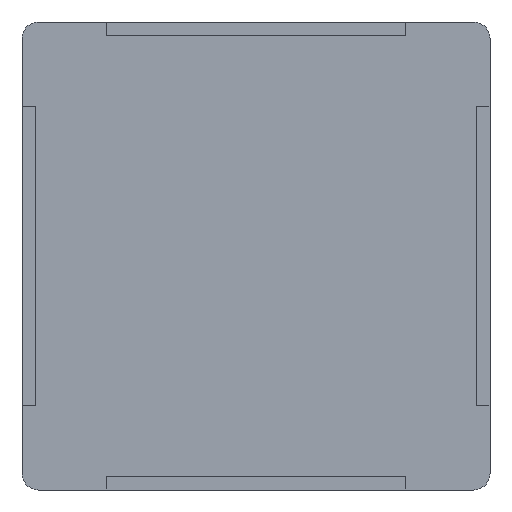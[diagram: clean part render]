
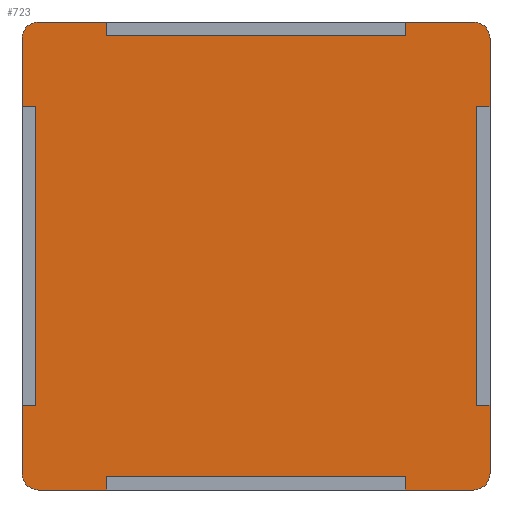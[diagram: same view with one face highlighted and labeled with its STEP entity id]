
A CAD part, front view. The second image highlights one B-rep face of the part: STEP entity #723.
In plain terms, the highlighted planar face has unit normal (0, -1, 0).
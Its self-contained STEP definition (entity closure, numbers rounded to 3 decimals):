
#21=CIRCLE('',#784,5.);
#22=CIRCLE('',#787,5.);
#23=CIRCLE('',#788,5.);
#24=CIRCLE('',#789,5.);
#69=FACE_OUTER_BOUND('',#110,.T.);
#110=EDGE_LOOP('',(#546,#547,#548,#549,#550,#551,#552,#553,#554,#555,#556,
#557,#558,#559,#560,#561,#562,#563,#564,#565,#566,#567,#568,#569));
#134=LINE('',#1041,#217);
#138=LINE('',#1049,#221);
#141=LINE('',#1055,#224);
#145=LINE('',#1064,#228);
#149=LINE('',#1072,#232);
#152=LINE('',#1078,#235);
#156=LINE('',#1087,#239);
#160=LINE('',#1095,#243);
#163=LINE('',#1101,#246);
#167=LINE('',#1110,#250);
#171=LINE('',#1118,#254);
#174=LINE('',#1124,#257);
#180=LINE('',#1140,#263);
#181=LINE('',#1142,#264);
#184=LINE('',#1148,#267);
#185=LINE('',#1151,#268);
#186=LINE('',#1153,#269);
#187=LINE('',#1156,#270);
#188=LINE('',#1158,#271);
#189=LINE('',#1160,#272);
#217=VECTOR('',#832,10.);
#221=VECTOR('',#838,10.);
#224=VECTOR('',#843,10.);
#228=VECTOR('',#851,10.);
#232=VECTOR('',#857,10.);
#235=VECTOR('',#862,10.);
#239=VECTOR('',#870,10.);
#243=VECTOR('',#876,10.);
#246=VECTOR('',#881,10.);
#250=VECTOR('',#889,10.);
#254=VECTOR('',#895,10.);
#257=VECTOR('',#900,10.);
#263=VECTOR('',#916,10.);
#264=VECTOR('',#917,10.);
#267=VECTOR('',#922,10.);
#268=VECTOR('',#925,10.);
#269=VECTOR('',#926,10.);
#270=VECTOR('',#929,10.);
#271=VECTOR('',#930,10.);
#272=VECTOR('',#933,10.);
#300=VERTEX_POINT('',#1039);
#301=VERTEX_POINT('',#1040);
#304=VERTEX_POINT('',#1048);
#306=VERTEX_POINT('',#1054);
#308=VERTEX_POINT('',#1062);
#309=VERTEX_POINT('',#1063);
#312=VERTEX_POINT('',#1071);
#314=VERTEX_POINT('',#1077);
#316=VERTEX_POINT('',#1085);
#317=VERTEX_POINT('',#1086);
#320=VERTEX_POINT('',#1094);
#322=VERTEX_POINT('',#1100);
#324=VERTEX_POINT('',#1108);
#325=VERTEX_POINT('',#1109);
#328=VERTEX_POINT('',#1117);
#330=VERTEX_POINT('',#1123);
#334=VERTEX_POINT('',#1134);
#335=VERTEX_POINT('',#1136);
#336=VERTEX_POINT('',#1141);
#338=VERTEX_POINT('',#1147);
#339=VERTEX_POINT('',#1149);
#340=VERTEX_POINT('',#1152);
#341=VERTEX_POINT('',#1154);
#342=VERTEX_POINT('',#1157);
#366=EDGE_CURVE('',#300,#301,#134,.T.);
#370=EDGE_CURVE('',#301,#304,#138,.T.);
#373=EDGE_CURVE('',#306,#300,#141,.T.);
#377=EDGE_CURVE('',#308,#309,#145,.T.);
#381=EDGE_CURVE('',#309,#312,#149,.T.);
#384=EDGE_CURVE('',#314,#308,#152,.T.);
#388=EDGE_CURVE('',#316,#317,#156,.T.);
#392=EDGE_CURVE('',#317,#320,#160,.T.);
#395=EDGE_CURVE('',#322,#316,#163,.T.);
#399=EDGE_CURVE('',#324,#325,#167,.T.);
#403=EDGE_CURVE('',#325,#328,#171,.T.);
#406=EDGE_CURVE('',#330,#324,#174,.T.);
#412=EDGE_CURVE('',#334,#335,#21,.T.);
#414=EDGE_CURVE('',#335,#320,#180,.T.);
#415=EDGE_CURVE('',#322,#336,#181,.T.);
#418=EDGE_CURVE('',#338,#304,#184,.T.);
#419=EDGE_CURVE('',#339,#338,#22,.T.);
#420=EDGE_CURVE('',#314,#339,#185,.T.);
#421=EDGE_CURVE('',#340,#312,#186,.T.);
#422=EDGE_CURVE('',#341,#340,#23,.T.);
#423=EDGE_CURVE('',#330,#341,#187,.T.);
#424=EDGE_CURVE('',#342,#328,#188,.T.);
#425=EDGE_CURVE('',#336,#342,#24,.T.);
#426=EDGE_CURVE('',#306,#334,#189,.T.);
#546=ORIENTED_EDGE('',*,*,#370,.T.);
#547=ORIENTED_EDGE('',*,*,#418,.F.);
#548=ORIENTED_EDGE('',*,*,#419,.F.);
#549=ORIENTED_EDGE('',*,*,#420,.F.);
#550=ORIENTED_EDGE('',*,*,#384,.T.);
#551=ORIENTED_EDGE('',*,*,#377,.T.);
#552=ORIENTED_EDGE('',*,*,#381,.T.);
#553=ORIENTED_EDGE('',*,*,#421,.F.);
#554=ORIENTED_EDGE('',*,*,#422,.F.);
#555=ORIENTED_EDGE('',*,*,#423,.F.);
#556=ORIENTED_EDGE('',*,*,#406,.T.);
#557=ORIENTED_EDGE('',*,*,#399,.T.);
#558=ORIENTED_EDGE('',*,*,#403,.T.);
#559=ORIENTED_EDGE('',*,*,#424,.F.);
#560=ORIENTED_EDGE('',*,*,#425,.F.);
#561=ORIENTED_EDGE('',*,*,#415,.F.);
#562=ORIENTED_EDGE('',*,*,#395,.T.);
#563=ORIENTED_EDGE('',*,*,#388,.T.);
#564=ORIENTED_EDGE('',*,*,#392,.T.);
#565=ORIENTED_EDGE('',*,*,#414,.F.);
#566=ORIENTED_EDGE('',*,*,#412,.F.);
#567=ORIENTED_EDGE('',*,*,#426,.F.);
#568=ORIENTED_EDGE('',*,*,#373,.T.);
#569=ORIENTED_EDGE('',*,*,#366,.T.);
#695=PLANE('',#786);
#723=ADVANCED_FACE('',(#69),#695,.F.);
#784=AXIS2_PLACEMENT_3D('',#1137,#911,#912);
#786=AXIS2_PLACEMENT_3D('',#1146,#920,#921);
#787=AXIS2_PLACEMENT_3D('',#1150,#923,#924);
#788=AXIS2_PLACEMENT_3D('',#1155,#927,#928);
#789=AXIS2_PLACEMENT_3D('',#1159,#931,#932);
#832=DIRECTION('',(0.,0.,-1.));
#838=DIRECTION('',(-1.,0.,0.));
#843=DIRECTION('',(1.,0.,0.));
#851=DIRECTION('',(1.,0.,0.));
#857=DIRECTION('',(0.,0.,-1.));
#862=DIRECTION('',(0.,0.,1.));
#870=DIRECTION('',(-1.,0.,0.));
#876=DIRECTION('',(0.,0.,1.));
#881=DIRECTION('',(0.,0.,-1.));
#889=DIRECTION('',(0.,0.,1.));
#895=DIRECTION('',(1.,0.,0.));
#900=DIRECTION('',(-1.,0.,0.));
#911=DIRECTION('center_axis',(0.,1.,0.));
#912=DIRECTION('ref_axis',(-0.707,0.,0.707));
#916=DIRECTION('',(1.,0.,0.));
#917=DIRECTION('',(1.,0.,0.));
#920=DIRECTION('center_axis',(0.,1.,0.));
#921=DIRECTION('ref_axis',(0.,0.,1.));
#922=DIRECTION('',(0.,0.,1.));
#923=DIRECTION('center_axis',(0.,1.,0.));
#924=DIRECTION('ref_axis',(-0.707,0.,-0.707));
#925=DIRECTION('',(-1.,0.,0.));
#926=DIRECTION('',(-1.,0.,0.));
#927=DIRECTION('center_axis',(0.,1.,0.));
#928=DIRECTION('ref_axis',(0.707,0.,-0.707));
#929=DIRECTION('',(0.,0.,-1.));
#930=DIRECTION('',(0.,0.,-1.));
#931=DIRECTION('center_axis',(0.,1.,0.));
#932=DIRECTION('ref_axis',(0.707,0.,0.707));
#933=DIRECTION('',(0.,0.,1.));
#1039=CARTESIAN_POINT('',(-66.5,0.,45.));
#1040=CARTESIAN_POINT('',(-66.5,0.,-45.));
#1041=CARTESIAN_POINT('',(-66.5,0.,-22.5));
#1048=CARTESIAN_POINT('',(-70.5,0.,-45.));
#1049=CARTESIAN_POINT('',(-35.25,0.,-45.));
#1054=CARTESIAN_POINT('',(-70.5,0.,45.));
#1055=CARTESIAN_POINT('',(-33.25,0.,45.));
#1062=CARTESIAN_POINT('',(-45.,0.,-66.5));
#1063=CARTESIAN_POINT('',(45.,0.,-66.5));
#1064=CARTESIAN_POINT('',(22.5,0.,-66.5));
#1071=CARTESIAN_POINT('',(45.,0.,-70.5));
#1072=CARTESIAN_POINT('',(45.,0.,-35.25));
#1077=CARTESIAN_POINT('',(-45.,0.,-70.5));
#1078=CARTESIAN_POINT('',(-45.,0.,-33.25));
#1085=CARTESIAN_POINT('',(45.,0.,66.5));
#1086=CARTESIAN_POINT('',(-45.,0.,66.5));
#1087=CARTESIAN_POINT('',(-22.5,0.,66.5));
#1094=CARTESIAN_POINT('',(-45.,0.,70.5));
#1095=CARTESIAN_POINT('',(-45.,0.,35.25));
#1100=CARTESIAN_POINT('',(45.,0.,70.5));
#1101=CARTESIAN_POINT('',(45.,0.,33.25));
#1108=CARTESIAN_POINT('',(66.5,0.,-45.));
#1109=CARTESIAN_POINT('',(66.5,0.,45.));
#1110=CARTESIAN_POINT('',(66.5,0.,22.5));
#1117=CARTESIAN_POINT('',(70.5,0.,45.));
#1118=CARTESIAN_POINT('',(35.25,0.,45.));
#1123=CARTESIAN_POINT('',(70.5,0.,-45.));
#1124=CARTESIAN_POINT('',(33.25,0.,-45.));
#1134=CARTESIAN_POINT('',(-70.5,0.,65.5));
#1136=CARTESIAN_POINT('',(-65.5,0.,70.5));
#1137=CARTESIAN_POINT('Origin',(-65.5,0.,65.5));
#1140=CARTESIAN_POINT('',(-70.5,0.,70.5));
#1141=CARTESIAN_POINT('',(65.5,0.,70.5));
#1142=CARTESIAN_POINT('',(-70.5,0.,70.5));
#1146=CARTESIAN_POINT('Origin',(0.,0.,0.));
#1147=CARTESIAN_POINT('',(-70.5,0.,-65.5));
#1148=CARTESIAN_POINT('',(-70.5,0.,-70.5));
#1149=CARTESIAN_POINT('',(-65.5,0.,-70.5));
#1150=CARTESIAN_POINT('Origin',(-65.5,0.,-65.5));
#1151=CARTESIAN_POINT('',(70.5,0.,-70.5));
#1152=CARTESIAN_POINT('',(65.5,0.,-70.5));
#1153=CARTESIAN_POINT('',(70.5,0.,-70.5));
#1154=CARTESIAN_POINT('',(70.5,0.,-65.5));
#1155=CARTESIAN_POINT('Origin',(65.5,0.,-65.5));
#1156=CARTESIAN_POINT('',(70.5,0.,70.5));
#1157=CARTESIAN_POINT('',(70.5,0.,65.5));
#1158=CARTESIAN_POINT('',(70.5,0.,70.5));
#1159=CARTESIAN_POINT('Origin',(65.5,0.,65.5));
#1160=CARTESIAN_POINT('',(-70.5,0.,-70.5));
